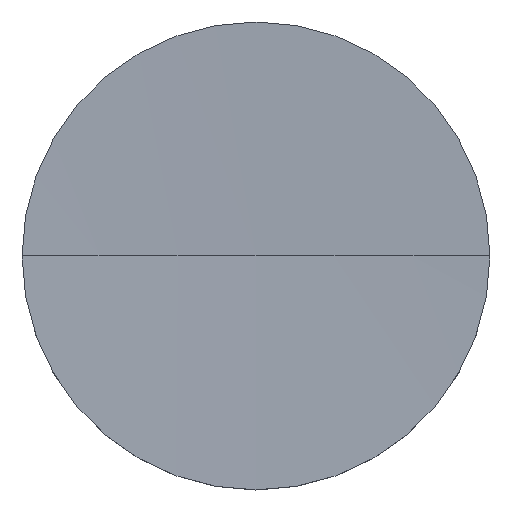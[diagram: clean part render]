
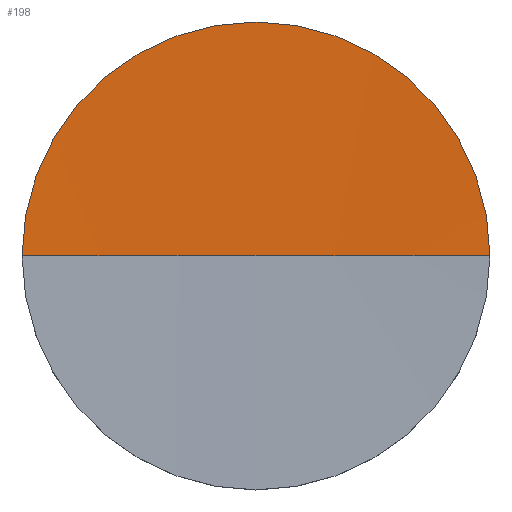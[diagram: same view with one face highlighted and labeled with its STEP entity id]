
A CAD part, top view. The second image highlights one B-rep face of the part: STEP entity #198.
In plain terms, the highlighted spherical face has radius 1500 mm.
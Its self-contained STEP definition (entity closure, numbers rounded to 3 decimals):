
#2 = CARTESIAN_POINT ( 'NONE',  ( -50.8, 0., 15. ) ) ;
#4 = CARTESIAN_POINT ( 'NONE',  ( 0., 0., 1514.14 ) ) ;
#8 = EDGE_CURVE ( 'NONE', #17, #169, #147, .T. ) ;
#9 = CIRCLE ( 'NONE', #142, 1500. ) ;
#11 = CARTESIAN_POINT ( 'NONE',  ( 0., 0., 1514.14 ) ) ;
#15 = EDGE_CURVE ( 'NONE', #140, #169, #9, .T. ) ;
#17 = VERTEX_POINT ( 'NONE', #95 ) ;
#21 = DIRECTION ( 'NONE',  ( 0., 0., -1. ) ) ;
#24 = SPHERICAL_SURFACE ( 'NONE', #170, 1500. ) ;
#31 = EDGE_LOOP ( 'NONE', ( #199, #97, #35 ) ) ;
#35 = ORIENTED_EDGE ( 'NONE', *, *, #8, .F. ) ;
#70 = DIRECTION ( 'NONE',  ( 1., 0., 0. ) ) ;
#73 = EDGE_CURVE ( 'NONE', #140, #17, #94, .T. ) ;
#76 = DIRECTION ( 'NONE',  ( 1., 0., 0. ) ) ;
#94 = CIRCLE ( 'NONE', #178, 50.8 ) ;
#95 = CARTESIAN_POINT ( 'NONE',  ( 50.8, 0., 15. ) ) ;
#97 = ORIENTED_EDGE ( 'NONE', *, *, #15, .T. ) ;
#103 = FACE_OUTER_BOUND ( 'NONE', #31, .T. ) ;
#108 = DIRECTION ( 'NONE',  ( 0., -1., 0. ) ) ;
#110 = DIRECTION ( 'NONE',  ( 0., 1., 0. ) ) ;
#121 = DIRECTION ( 'NONE',  ( 0., -1., 0. ) ) ;
#138 = DIRECTION ( 'NONE',  ( 0., 0., 1. ) ) ;
#140 = VERTEX_POINT ( 'NONE', #2 ) ;
#142 = AXIS2_PLACEMENT_3D ( 'NONE', #11, #108, #166 ) ;
#147 = CIRCLE ( 'NONE', #200, 1500. ) ;
#149 = CARTESIAN_POINT ( 'NONE',  ( 0., 0., 14.14 ) ) ;
#166 = DIRECTION ( 'NONE',  ( 1., 0., 0. ) ) ;
#169 = VERTEX_POINT ( 'NONE', #149 ) ;
#170 = AXIS2_PLACEMENT_3D ( 'NONE', #4, #121, #76 ) ;
#176 = CARTESIAN_POINT ( 'NONE',  ( 0., 0., 15. ) ) ;
#178 = AXIS2_PLACEMENT_3D ( 'NONE', #176, #21, #70 ) ;
#180 = CARTESIAN_POINT ( 'NONE',  ( 0., 0., 1514.14 ) ) ;
#198 = ADVANCED_FACE ( 'NONE', ( #103 ), #24, .F. ) ;
#199 = ORIENTED_EDGE ( 'NONE', *, *, #73, .F. ) ;
#200 = AXIS2_PLACEMENT_3D ( 'NONE', #180, #110, #138 ) ;
